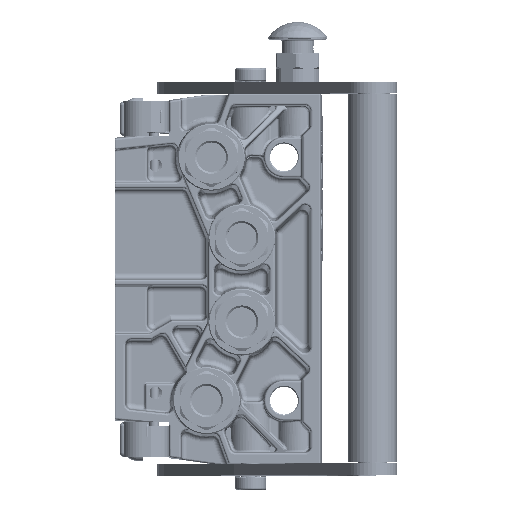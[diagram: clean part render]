
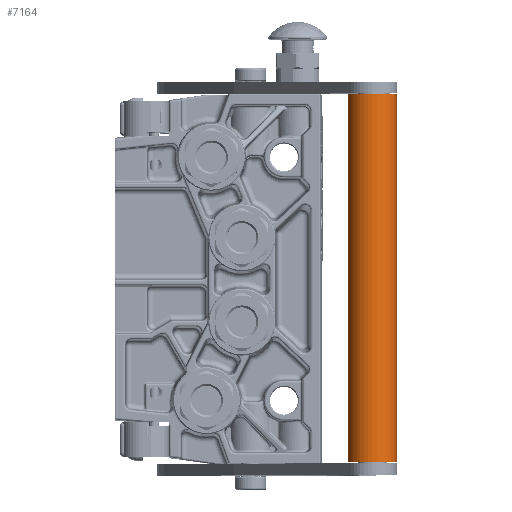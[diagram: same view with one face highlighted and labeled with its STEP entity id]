
A CAD part, top view. The second image highlights one B-rep face of the part: STEP entity #7164.
In plain terms, the highlighted cylindrical face has radius 12.5 mm (diameter 25 mm), a partial arc.
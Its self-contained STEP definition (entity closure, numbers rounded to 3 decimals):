
#2641 = EDGE_LOOP ( 'NONE', ( #130125, #118735, #68191, #130558 ) ) ;
#3192 = VERTEX_POINT ( 'NONE', #135714 ) ;
#7164 = ADVANCED_FACE ( 'NONE', ( #18199 ), #87741, .T. ) ;
#9811 = DIRECTION ( 'NONE',  ( 0., 0., 1. ) ) ;
#11012 = CARTESIAN_POINT ( 'NONE',  ( 192., 0., -12.5 ) ) ;
#17274 = LINE ( 'NONE', #175535, #30032 ) ;
#18199 = FACE_OUTER_BOUND ( 'NONE', #2641, .T. ) ;
#25011 = DIRECTION ( 'NONE',  ( 1., 0., 0. ) ) ;
#30032 = VECTOR ( 'NONE', #110206, 1000. ) ;
#40165 = DIRECTION ( 'NONE',  ( 0., 0., -1. ) ) ;
#46693 = AXIS2_PLACEMENT_3D ( 'NONE', #170956, #25011, #40165 ) ;
#53064 = EDGE_CURVE ( 'NONE', #108906, #3192, #17274, .T. ) ;
#68191 = ORIENTED_EDGE ( 'NONE', *, *, #169167, .F. ) ;
#71074 = DIRECTION ( 'NONE',  ( 1., 0., 0. ) ) ;
#80577 = CIRCLE ( 'NONE', #46693, 12.5 ) ;
#85541 = CARTESIAN_POINT ( 'NONE',  ( 192., 0., 12.5 ) ) ;
#87741 = CYLINDRICAL_SURFACE ( 'NONE', #142229, 12.5 ) ;
#88954 = DIRECTION ( 'NONE',  ( -1., 0., 0. ) ) ;
#104504 = LINE ( 'NONE', #146159, #168832 ) ;
#105177 = CIRCLE ( 'NONE', #166957, 12.5 ) ;
#108906 = VERTEX_POINT ( 'NONE', #85541 ) ;
#110206 = DIRECTION ( 'NONE',  ( -1., 0., 0. ) ) ;
#118735 = ORIENTED_EDGE ( 'NONE', *, *, #53064, .F. ) ;
#130125 = ORIENTED_EDGE ( 'NONE', *, *, #165531, .T. ) ;
#130558 = ORIENTED_EDGE ( 'NONE', *, *, #163145, .T. ) ;
#135084 = CARTESIAN_POINT ( 'NONE',  ( 192., 0., 0. ) ) ;
#135714 = CARTESIAN_POINT ( 'NONE',  ( 4.5, 0., 12.5 ) ) ;
#139918 = VERTEX_POINT ( 'NONE', #191683 ) ;
#142229 = AXIS2_PLACEMENT_3D ( 'NONE', #203873, #88954, #9811 ) ;
#146159 = CARTESIAN_POINT ( 'NONE',  ( 192., 0., -12.5 ) ) ;
#147568 = DIRECTION ( 'NONE',  ( -1., 0., 0. ) ) ;
#163145 = EDGE_CURVE ( 'NONE', #181650, #139918, #104504, .T. ) ;
#165531 = EDGE_CURVE ( 'NONE', #139918, #3192, #80577, .T. ) ;
#166957 = AXIS2_PLACEMENT_3D ( 'NONE', #135084, #71074, #170929 ) ;
#168832 = VECTOR ( 'NONE', #147568, 1000. ) ;
#169167 = EDGE_CURVE ( 'NONE', #181650, #108906, #105177, .T. ) ;
#170929 = DIRECTION ( 'NONE',  ( 0., 0., -1. ) ) ;
#170956 = CARTESIAN_POINT ( 'NONE',  ( 4.5, 0., 0. ) ) ;
#175535 = CARTESIAN_POINT ( 'NONE',  ( 192., 0., 12.5 ) ) ;
#181650 = VERTEX_POINT ( 'NONE', #11012 ) ;
#191683 = CARTESIAN_POINT ( 'NONE',  ( 4.5, 0., -12.5 ) ) ;
#203873 = CARTESIAN_POINT ( 'NONE',  ( -9.825, 0., 0. ) ) ;
